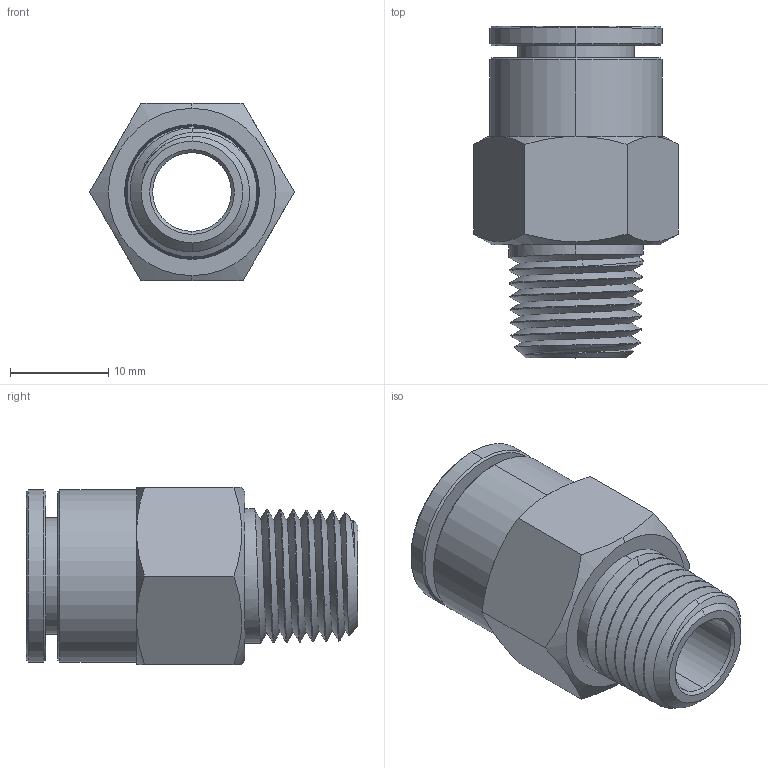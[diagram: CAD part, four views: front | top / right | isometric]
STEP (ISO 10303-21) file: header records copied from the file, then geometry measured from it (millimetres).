
FILE_DESCRIPTION (( 'STEP AP203' ), '1' );
FILE_NAME ('MCS10R1-4W.STEP', '2016-10-20T18:29:25', ( '' ), ( '' ), 'SwSTEP 2.0', 'SolidWorks 2016', '' );
FILE_SCHEMA (( 'CONFIG_CONTROL_DESIGN' ));
Length unit declared in the file: millimetre
Products named in the file (1): MCS10R1-4W
Bounding box: 20.78 x 33.72 x 18 mm (x, y, z)
Volume: 4201.1 mm3; surface area: 6717.1 mm2
Topology: 6 solids, 6 shells, 455 faces, 1269 edges, 831 vertices
Faces by surface type: cone 157, plane 155, bspline 78, cylinder 65
Entity records: 48713 total; most frequent: CARTESIAN_POINT 38091, ORIENTED_EDGE 2538, DIRECTION 1781, EDGE_CURVE 1269, VERTEX_POINT 831, AXIS2_PLACEMENT_3D 721, B_SPLINE_CURVE_WITH_KNOTS 587, EDGE_LOOP 472
